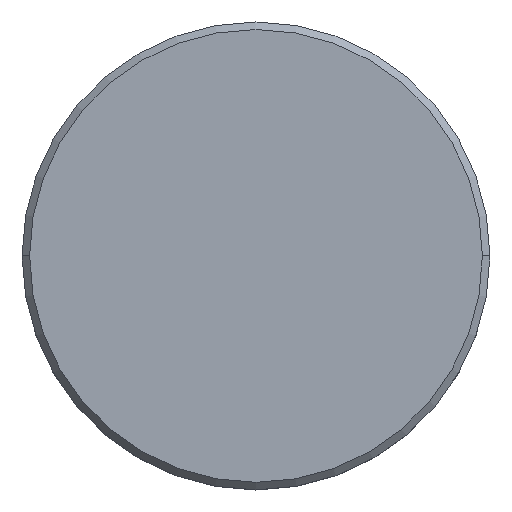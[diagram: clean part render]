
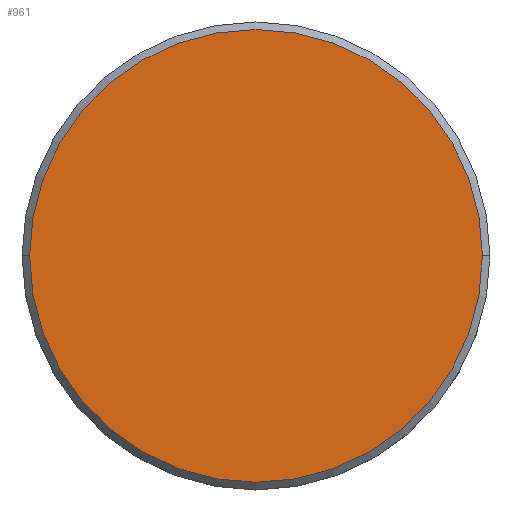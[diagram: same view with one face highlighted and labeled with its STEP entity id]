
A CAD part, top view. The second image highlights one B-rep face of the part: STEP entity #961.
In plain terms, the highlighted planar face has unit normal (0, 0, 1).
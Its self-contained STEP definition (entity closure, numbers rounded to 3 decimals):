
#24 = AXIS2_PLACEMENT_3D ( 'NONE', #505, #863, #1054 ) ;
#77 = DIRECTION ( 'NONE',  ( 0., 0., 1. ) ) ;
#132 = AXIS2_PLACEMENT_3D ( 'NONE', #898, #77, #616 ) ;
#141 = CARTESIAN_POINT ( 'NONE',  ( -15., 0., 0. ) ) ;
#171 = EDGE_CURVE ( 'NONE', #495, #772, #854, .T. ) ;
#252 = FACE_OUTER_BOUND ( 'NONE', #504, .T. ) ;
#260 = ORIENTED_EDGE ( 'NONE', *, *, #171, .T. ) ;
#354 = CARTESIAN_POINT ( 'NONE',  ( 15., 0., 0. ) ) ;
#355 = CIRCLE ( 'NONE', #132, 15. ) ;
#435 = CARTESIAN_POINT ( 'NONE',  ( 0., 0., 0. ) ) ;
#495 = VERTEX_POINT ( 'NONE', #354 ) ;
#504 = EDGE_LOOP ( 'NONE', ( #652, #260 ) ) ;
#505 = CARTESIAN_POINT ( 'NONE',  ( 0., 0., 0. ) ) ;
#521 = PLANE ( 'NONE',  #663 ) ;
#554 = EDGE_CURVE ( 'NONE', #772, #495, #355, .T. ) ;
#616 = DIRECTION ( 'NONE',  ( 1., 0., 0. ) ) ;
#652 = ORIENTED_EDGE ( 'NONE', *, *, #554, .T. ) ;
#663 = AXIS2_PLACEMENT_3D ( 'NONE', #435, #903, #700 ) ;
#700 = DIRECTION ( 'NONE',  ( 1., 0., 0. ) ) ;
#772 = VERTEX_POINT ( 'NONE', #141 ) ;
#854 = CIRCLE ( 'NONE', #24, 15. ) ;
#863 = DIRECTION ( 'NONE',  ( 0., 0., 1. ) ) ;
#898 = CARTESIAN_POINT ( 'NONE',  ( 0., 0., 0. ) ) ;
#903 = DIRECTION ( 'NONE',  ( 0., 0., 1. ) ) ;
#961 = ADVANCED_FACE ( 'NONE', ( #252 ), #521, .T. ) ;
#1054 = DIRECTION ( 'NONE',  ( 1., 0., 0. ) ) ;
